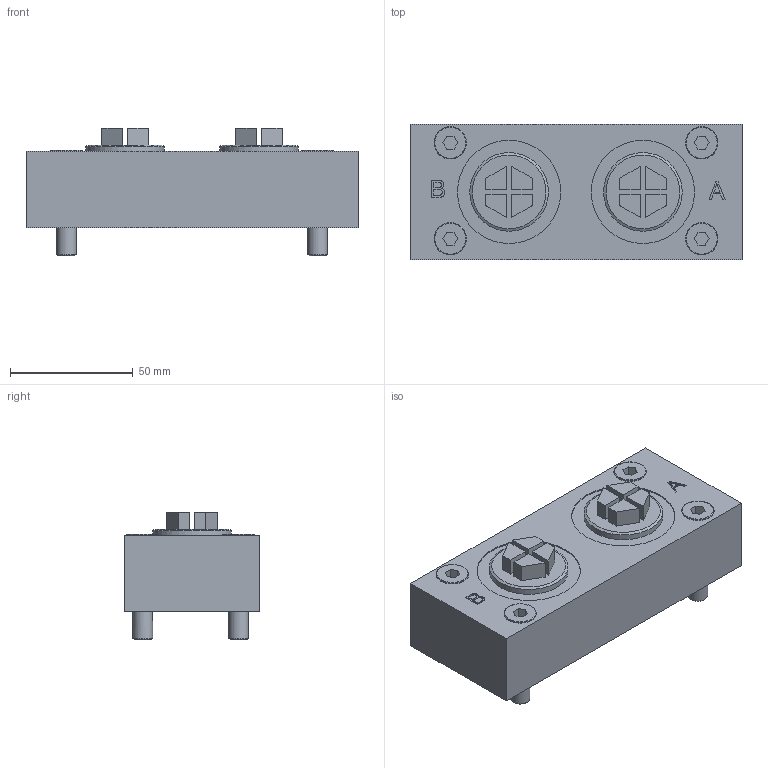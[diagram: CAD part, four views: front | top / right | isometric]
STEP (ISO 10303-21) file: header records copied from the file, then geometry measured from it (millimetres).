
FILE_DESCRIPTION(/* description */ ('Unknown'),/* implementation_level */ '2;1');
FILE_NAME(/* name */ 'AP-1630-523_STEP',/* time_stamp */ '2022-01-06T11:23:15+01:00',/* author */ ('Unknown'),/* organization */ ('Unknown'),/* preprocessor_version */ 'ST-DEVELOPER v16.7',/* originating_system */ 'DEX',/* authorisation */ $);
FILE_SCHEMA (('AUTOMOTIVE_DESIGN {1 0 10303 214 3 1 1}'));
Length unit declared in the file: millimetre
Products named in the file (8): 1435550_ANSCHLUSSBLOCK 16B_000198656; 1444592_BodytypeB_000198655_oa_0; 1441839_ZYLINDERKOPFSCHRAUBE_000195208_oa_1; 1441839_ZYLINDERKOPFSCHRAUBE_000195208_oa_2; 1441839_ZYLINDERKOPFSCHRAUBE_000195208_oa_3; 1441839_ZYLINDERKOPFSCHRAUBE_000195208_oa_4; 1431380_KUNSTSTOFF SCHRAUBSTOPFEN_000195210_oa_5; 1431380_KUNSTSTOFF SCHRAUBSTOPFEN_000195210_oa_6
Assembly tree (7 placements, depth 2):
  1435550_ANSCHLUSSBLOCK 16B_000198656
    1444592_BodytypeB_000198655_oa_0
    1441839_ZYLINDERKOPFSCHRAUBE_000195208_oa_1
    1441839_ZYLINDERKOPFSCHRAUBE_000195208_oa_2
    1441839_ZYLINDERKOPFSCHRAUBE_000195208_oa_3
    1441839_ZYLINDERKOPFSCHRAUBE_000195208_oa_4
    1431380_KUNSTSTOFF SCHRAUBSTOPFEN_000195210_oa_5
    1431380_KUNSTSTOFF SCHRAUBSTOPFEN_000195210_oa_6
Bounding box: 135 x 55 x 52 mm (x, y, z)
Volume: 90485.6 mm3; surface area: 58055.7 mm2
Topology: 9 solids, 9 shells, 195 faces, 464 edges, 308 vertices
Faces by surface type: plane 139, cylinder 30, torus 12, cone 8, bspline 6
Full cylindrical faces by diameter (mm): 8 x4, 8.5 x4, 13 x4, 13.2 x4, 14 x2, 21 x2, 24.117 x2, 26.5 x4, 32 x2, 42 x2
Entity records: 7017 total; most frequent: CARTESIAN_POINT 1416, DIRECTION 856, ORIENTED_EDGE 796, EDGE_CURVE 398, AXIS2_PLACEMENT_3D 289, VERTEX_POINT 286, EDGE_LOOP 282, FACE_BOUND 282
